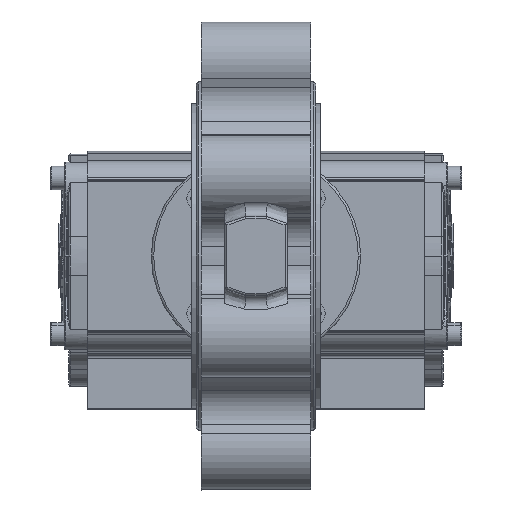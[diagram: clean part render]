
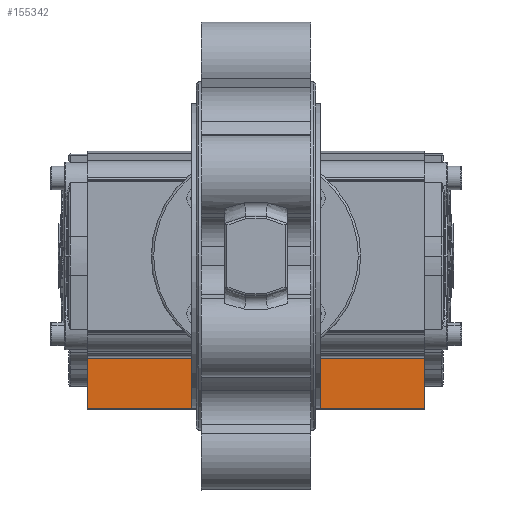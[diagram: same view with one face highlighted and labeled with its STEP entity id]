
A CAD part, front view. The second image highlights one B-rep face of the part: STEP entity #155342.
In plain terms, the highlighted planar face has unit normal (0, -1, 0).
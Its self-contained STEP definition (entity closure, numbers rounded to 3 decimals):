
#1690 = EDGE_CURVE ( 'NONE', #74010, #234584, #86353, .T. ) ;
#19783 = DIRECTION ( 'NONE',  ( 1., 0., 0. ) ) ;
#39846 = VECTOR ( 'NONE', #19783, 1000. ) ;
#40892 = LINE ( 'NONE', #203350, #221319 ) ;
#45997 = AXIS2_PLACEMENT_3D ( 'NONE', #135241, #82622, #229574 ) ;
#46067 = CARTESIAN_POINT ( 'NONE',  ( -72.127, -34.5, -44.111 ) ) ;
#46813 = ORIENTED_EDGE ( 'NONE', *, *, #1690, .T. ) ;
#49329 = DIRECTION ( 'NONE',  ( 0., 0., -1. ) ) ;
#50489 = CARTESIAN_POINT ( 'NONE',  ( -72.127, -34.5, -40.906 ) ) ;
#53642 = ORIENTED_EDGE ( 'NONE', *, *, #131568, .T. ) ;
#64943 = EDGE_CURVE ( 'NONE', #197325, #226460, #182923, .T. ) ;
#74010 = VERTEX_POINT ( 'NONE', #46067 ) ;
#76592 = DIRECTION ( 'NONE',  ( 0., 0., 1. ) ) ;
#80286 = PLANE ( 'NONE',  #45997 ) ;
#81504 = ORIENTED_EDGE ( 'NONE', *, *, #154800, .T. ) ;
#82622 = DIRECTION ( 'NONE',  ( 0., -1., 0. ) ) ;
#86353 = LINE ( 'NONE', #50489, #127689 ) ;
#94735 = CARTESIAN_POINT ( 'NONE',  ( 72.773, -34.5, -65.5 ) ) ;
#98481 = EDGE_LOOP ( 'NONE', ( #53642, #152002, #81504, #46813 ) ) ;
#109360 = LINE ( 'NONE', #219288, #39846 ) ;
#113058 = CARTESIAN_POINT ( 'NONE',  ( 72.773, -34.5, -44.111 ) ) ;
#118465 = FACE_OUTER_BOUND ( 'NONE', #98481, .T. ) ;
#127689 = VECTOR ( 'NONE', #49329, 1000. ) ;
#131568 = EDGE_CURVE ( 'NONE', #234584, #197325, #109360, .T. ) ;
#135241 = CARTESIAN_POINT ( 'NONE',  ( 0.323, -34.5, 0. ) ) ;
#143829 = VECTOR ( 'NONE', #76592, 1000. ) ;
#152002 = ORIENTED_EDGE ( 'NONE', *, *, #64943, .T. ) ;
#154800 = EDGE_CURVE ( 'NONE', #226460, #74010, #40892, .T. ) ;
#155342 = ADVANCED_FACE ( 'NONE', ( #118465 ), #80286, .T. ) ;
#166186 = CARTESIAN_POINT ( 'NONE',  ( 72.773, -34.5, -34.607 ) ) ;
#167477 = DIRECTION ( 'NONE',  ( -1., 0., 0. ) ) ;
#182923 = LINE ( 'NONE', #166186, #143829 ) ;
#197325 = VERTEX_POINT ( 'NONE', #94735 ) ;
#203350 = CARTESIAN_POINT ( 'NONE',  ( 0.323, -34.5, -44.111 ) ) ;
#219288 = CARTESIAN_POINT ( 'NONE',  ( 0.323, -34.5, -65.5 ) ) ;
#221319 = VECTOR ( 'NONE', #167477, 1000. ) ;
#226460 = VERTEX_POINT ( 'NONE', #113058 ) ;
#229574 = DIRECTION ( 'NONE',  ( 1., 0., 0. ) ) ;
#232866 = CARTESIAN_POINT ( 'NONE',  ( -72.127, -34.5, -65.5 ) ) ;
#234584 = VERTEX_POINT ( 'NONE', #232866 ) ;
